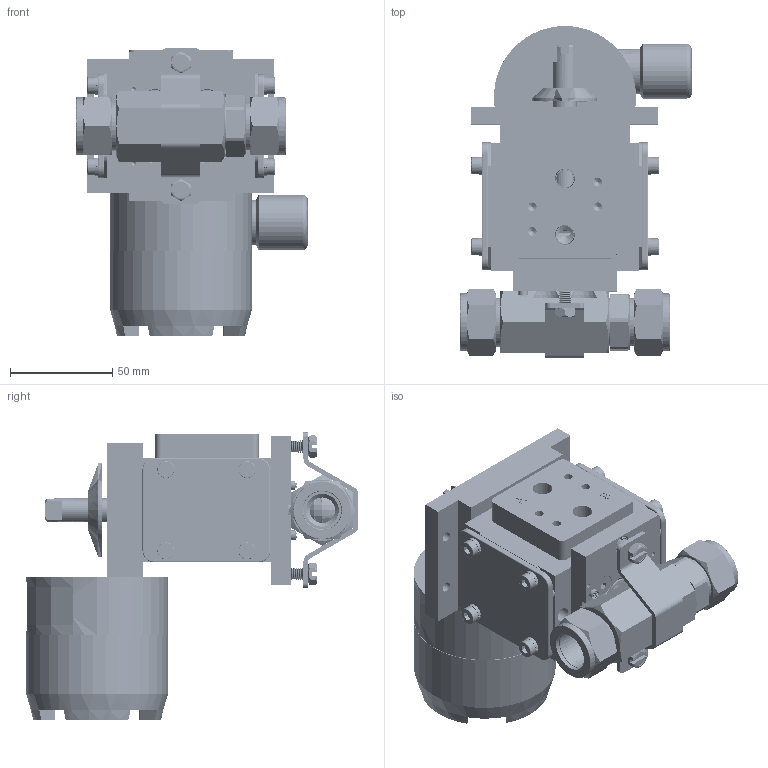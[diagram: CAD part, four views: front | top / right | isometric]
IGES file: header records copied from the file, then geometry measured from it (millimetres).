
Start section: SolidWorks IGES file using analytic representation for surfaces
Global section: file name: 8205XXC12A512DLS.IGS; native system: SolidWorks 2017; preprocessor: SolidWorks 2017; author: ryanm; date: 180312.111940; units: inch
Bounding box: 113.19 x 162.28 x 140.46 mm (x, y, z)
Surface area: 216333.7 mm2 (no closed solid volume)
Topology: 0 solids, 0 shells, 3589 faces, 43140 edges, 43063 vertices
Faces by surface type: revolution 2487, bspline 1102
